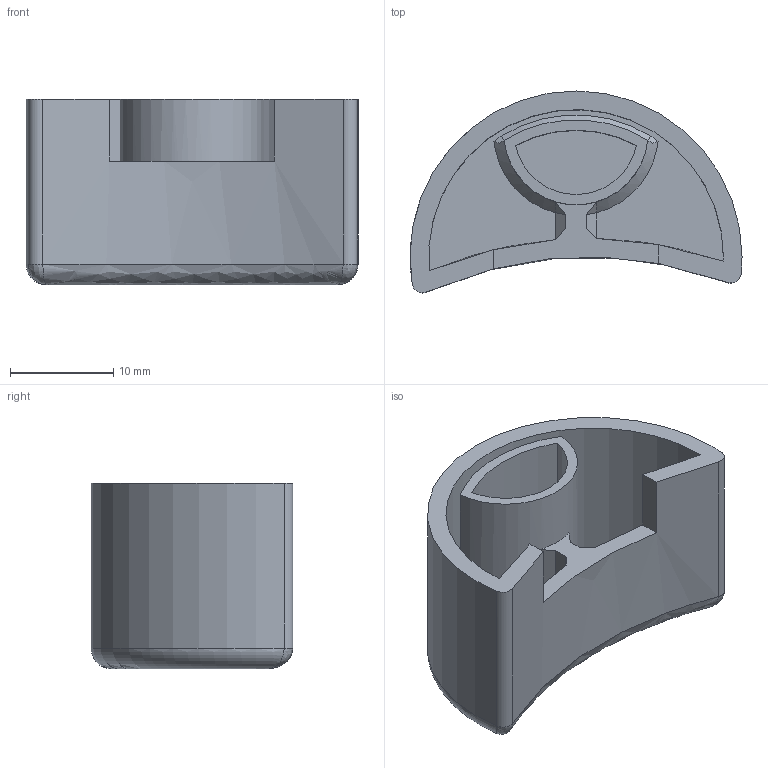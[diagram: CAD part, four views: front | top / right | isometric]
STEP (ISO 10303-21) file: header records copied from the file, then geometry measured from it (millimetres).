
FILE_DESCRIPTION(('FreeCAD Model'),'2;1');
FILE_NAME('Open CASCADE Shape Model','2021-06-28T11:30:27',('Author'),( ''),'Open CASCADE STEP processor 7.5','FreeCAD','Unknown');
FILE_SCHEMA(('AUTOMOTIVE_DESIGN { 1 0 10303 214 1 1 1 1 }'));
Length unit declared in the file: millimetre
Products named in the file (2): Parte Grande final; Parte Grande definitiva
Assembly tree (1 placements, depth 2):
  Parte Grande final
    Parte Grande definitiva
Bounding box: 32.2 x 19.57 x 18 mm (x, y, z)
Volume: 3573.1 mm3; surface area: 4481.1 mm2
Topology: 1 solids, 1 shells, 41 faces, 110 edges, 70 vertices
Faces by surface type: plane 16, bspline 9, cylinder 6, cone 5, offset 2, torus 2, extrusion 1
Entity records: 6618 total; most frequent: CARTESIAN_POINT 4696, DIRECTION 274, ORIENTED_EDGE 216, PCURVE 216, DEFINITIONAL_REPRESENTATION 216, VECTOR 129, LINE 128, B_SPLINE_CURVE_WITH_KNOTS 127
